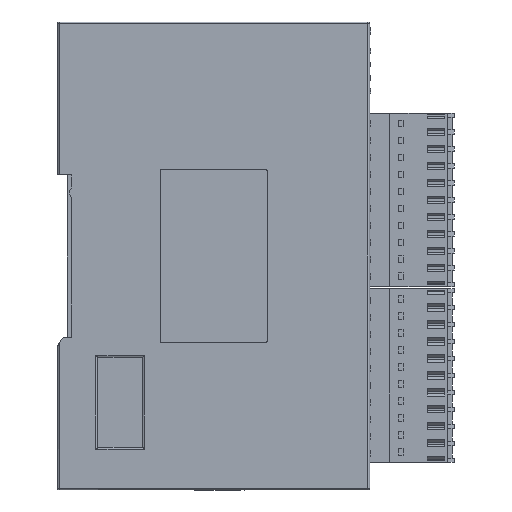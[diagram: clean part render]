
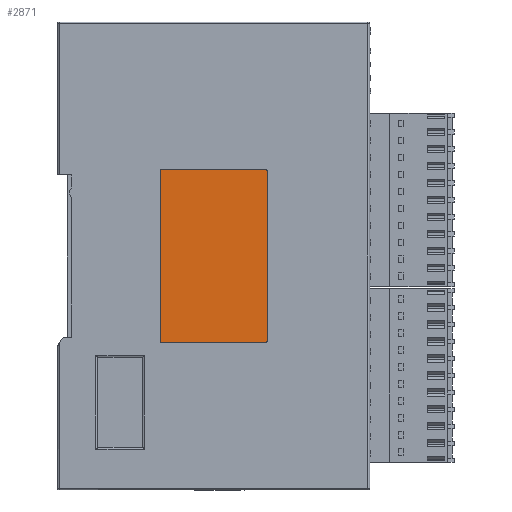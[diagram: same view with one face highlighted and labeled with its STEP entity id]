
A CAD part, left-side view. The second image highlights one B-rep face of the part: STEP entity #2871.
In plain terms, the highlighted planar face has unit normal (-1, 0, 0).
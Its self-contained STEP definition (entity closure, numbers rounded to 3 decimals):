
#250=(
BOUNDED_CURVE()
B_SPLINE_CURVE(2,(#69178,#69179,#69180),.UNSPECIFIED.,.F.,.F.)
B_SPLINE_CURVE_WITH_KNOTS((3,3),(0.,1.),.UNSPECIFIED.)
CURVE()
GEOMETRIC_REPRESENTATION_ITEM()
RATIONAL_B_SPLINE_CURVE((1.,0.707,1.))
REPRESENTATION_ITEM('')
);
#252=(
BOUNDED_CURVE()
B_SPLINE_CURVE(2,(#69192,#69193,#69194),.UNSPECIFIED.,.F.,.F.)
B_SPLINE_CURVE_WITH_KNOTS((3,3),(0.,1.),.UNSPECIFIED.)
CURVE()
GEOMETRIC_REPRESENTATION_ITEM()
RATIONAL_B_SPLINE_CURVE((1.,0.707,1.))
REPRESENTATION_ITEM('')
);
#254=(
BOUNDED_CURVE()
B_SPLINE_CURVE(2,(#69212,#69213,#69214),.UNSPECIFIED.,.F.,.F.)
B_SPLINE_CURVE_WITH_KNOTS((3,3),(0.,1.),.UNSPECIFIED.)
CURVE()
GEOMETRIC_REPRESENTATION_ITEM()
RATIONAL_B_SPLINE_CURVE((1.,0.707,1.))
REPRESENTATION_ITEM('')
);
#256=(
BOUNDED_CURVE()
B_SPLINE_CURVE(2,(#69224,#69225,#69226),.UNSPECIFIED.,.F.,.F.)
B_SPLINE_CURVE_WITH_KNOTS((3,3),(0.,1.),.UNSPECIFIED.)
CURVE()
GEOMETRIC_REPRESENTATION_ITEM()
RATIONAL_B_SPLINE_CURVE((1.,0.707,1.))
REPRESENTATION_ITEM('')
);
#2871=ADVANCED_FACE('',(#6094),#49095,.T.);
#6094=FACE_OUTER_BOUND('',#9283,.T.);
#9283=EDGE_LOOP('',(#18896,#18897,#18898,#18899,#18900,#18901,#18902,#18903));
#18896=ORIENTED_EDGE('',*,*,#30275,.F.);
#18897=ORIENTED_EDGE('',*,*,#30262,.F.);
#18898=ORIENTED_EDGE('',*,*,#30255,.F.);
#18899=ORIENTED_EDGE('',*,*,#30256,.F.);
#18900=ORIENTED_EDGE('',*,*,#30261,.F.);
#18901=ORIENTED_EDGE('',*,*,#30265,.F.);
#18902=ORIENTED_EDGE('',*,*,#30270,.F.);
#18903=ORIENTED_EDGE('',*,*,#30271,.F.);
#30255=EDGE_CURVE('',#44806,#44803,#250,.T.);
#30256=EDGE_CURVE('',#44807,#44806,#38022,.T.);
#30261=EDGE_CURVE('',#44810,#44807,#252,.T.);
#30262=EDGE_CURVE('',#44803,#44811,#38026,.T.);
#30265=EDGE_CURVE('',#44813,#44810,#38029,.T.);
#30270=EDGE_CURVE('',#44816,#44813,#254,.T.);
#30271=EDGE_CURVE('',#44817,#44816,#38033,.T.);
#30275=EDGE_CURVE('',#44811,#44817,#256,.T.);
#38022=B_SPLINE_CURVE_WITH_KNOTS('',1,(#69181,#69182),.UNSPECIFIED.,.F.,
 .F.,(2,2),(0.,23.),.UNSPECIFIED.);
#38026=B_SPLINE_CURVE_WITH_KNOTS('',1,(#69195,#69196),.UNSPECIFIED.,.F.,
 .F.,(2,2),(0.,38.),.UNSPECIFIED.);
#38029=B_SPLINE_CURVE_WITH_KNOTS('',1,(#69201,#69202),.UNSPECIFIED.,.F.,
 .F.,(2,2),(0.,38.),.UNSPECIFIED.);
#38033=B_SPLINE_CURVE_WITH_KNOTS('',1,(#69215,#69216),.UNSPECIFIED.,.F.,
 .F.,(2,2),(0.,23.),.UNSPECIFIED.);
#44803=VERTEX_POINT('',#61592);
#44806=VERTEX_POINT('',#61595);
#44807=VERTEX_POINT('',#61596);
#44810=VERTEX_POINT('',#61599);
#44811=VERTEX_POINT('',#61600);
#44813=VERTEX_POINT('',#61602);
#44816=VERTEX_POINT('',#61605);
#44817=VERTEX_POINT('',#61606);
#49095=PLANE('',#51551);
#51551=AXIS2_PLACEMENT_3D('',#59456,#53923,$);
#53923=DIRECTION('',(-1.,0.,0.));
#59456=CARTESIAN_POINT('',(-345.703,-71.468,212.686));
#61592=CARTESIAN_POINT('',(-345.703,-97.88,255.098));
#61595=CARTESIAN_POINT('',(-345.703,-97.38,255.598));
#61596=CARTESIAN_POINT('',(-345.703,-74.38,255.598));
#61599=CARTESIAN_POINT('',(-345.703,-73.88,255.098));
#61600=CARTESIAN_POINT('',(-345.703,-97.88,217.098));
#61602=CARTESIAN_POINT('',(-345.703,-73.88,217.098));
#61605=CARTESIAN_POINT('',(-345.703,-74.38,216.598));
#61606=CARTESIAN_POINT('',(-345.703,-97.38,216.598));
#69178=CARTESIAN_POINT('',(-345.703,-97.38,255.598));
#69179=CARTESIAN_POINT('',(-345.703,-97.88,255.598));
#69180=CARTESIAN_POINT('',(-345.703,-97.88,255.098));
#69181=CARTESIAN_POINT('',(-345.703,-74.38,255.598));
#69182=CARTESIAN_POINT('',(-345.703,-97.38,255.598));
#69192=CARTESIAN_POINT('',(-345.703,-73.88,255.098));
#69193=CARTESIAN_POINT('',(-345.703,-73.88,255.598));
#69194=CARTESIAN_POINT('',(-345.703,-74.38,255.598));
#69195=CARTESIAN_POINT('',(-345.703,-97.88,255.098));
#69196=CARTESIAN_POINT('',(-345.703,-97.88,217.098));
#69201=CARTESIAN_POINT('',(-345.703,-73.88,217.098));
#69202=CARTESIAN_POINT('',(-345.703,-73.88,255.098));
#69212=CARTESIAN_POINT('',(-345.703,-74.38,216.598));
#69213=CARTESIAN_POINT('',(-345.703,-73.88,216.598));
#69214=CARTESIAN_POINT('',(-345.703,-73.88,217.098));
#69215=CARTESIAN_POINT('',(-345.703,-97.38,216.598));
#69216=CARTESIAN_POINT('',(-345.703,-74.38,216.598));
#69224=CARTESIAN_POINT('',(-345.703,-97.88,217.098));
#69225=CARTESIAN_POINT('',(-345.703,-97.88,216.598));
#69226=CARTESIAN_POINT('',(-345.703,-97.38,216.598));
